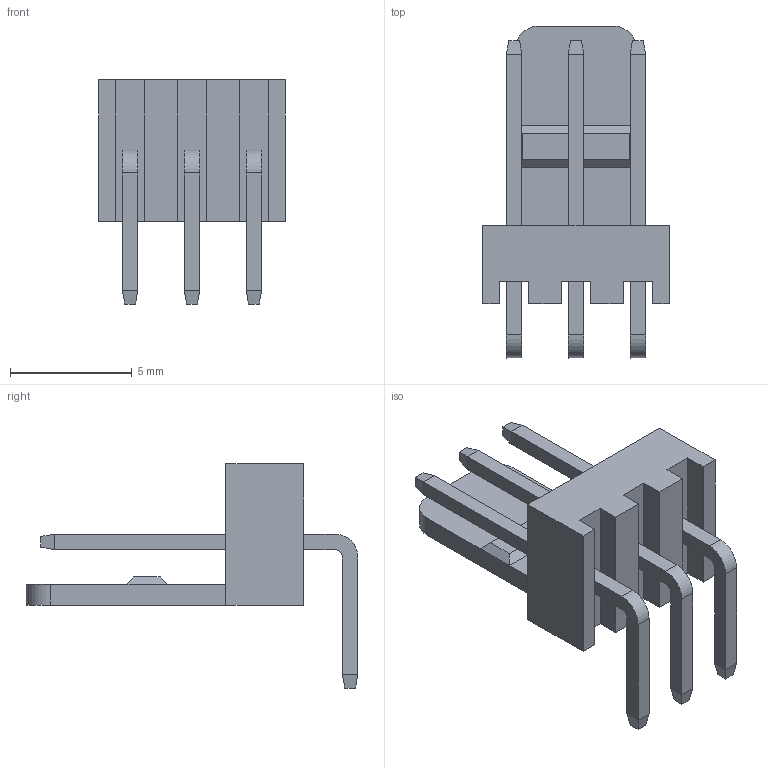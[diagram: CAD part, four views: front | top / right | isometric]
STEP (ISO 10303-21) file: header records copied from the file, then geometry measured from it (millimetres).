
FILE_DESCRIPTION (( 'STEP AP214' ), '1' );
FILE_NAME ('11634, SWR25X-NRTC-S03-RB-BA.STEP', '2015-05-27T21:26:31', ( 'User' ), ( 'Microsoft' ), 'SwSTEP 2.0', 'SolidWorks 2012', '' );
FILE_SCHEMA (( 'AUTOMOTIVE_DESIGN' ));
Length unit declared in the file: inch
Products named in the file (1): 11634, SWR25X-NRTC-S03-RB-BA
Bounding box: 7.66 x 13.62 x 9.2 mm (x, y, z)
Volume: 180.6 mm3; surface area: 449.4 mm2
Topology: 4 solids, 4 shells, 108 faces, 260 edges, 160 vertices
Faces by surface type: plane 100, cylinder 8
Entity records: 3125 total; most frequent: CARTESIAN_POINT 529, ORIENTED_EDGE 520, DIRECTION 494, EDGE_CURVE 260, LINE 244, VECTOR 244, VERTEX_POINT 160, AXIS2_PLACEMENT_3D 125
